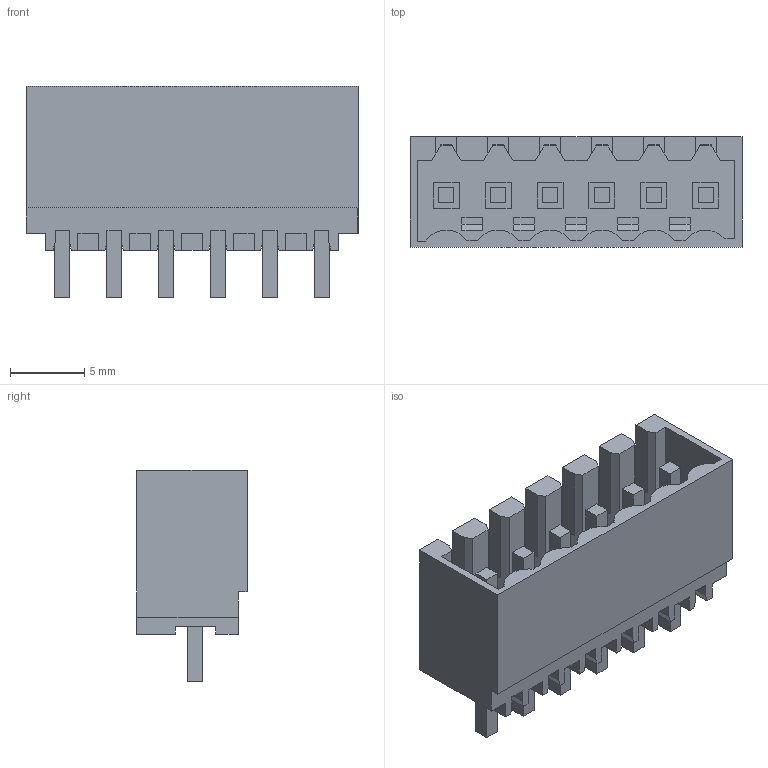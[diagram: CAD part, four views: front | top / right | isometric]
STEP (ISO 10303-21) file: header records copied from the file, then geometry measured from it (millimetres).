
FILE_DESCRIPTION(('CATIA V5 STEP Exchange','CAx-IF Rec.Pracs.--- Model Styling and Organization---1.2---2011-12-15'),'2;1');
FILE_NAME ('D1449825_0_1212350000_1212350000.stp','2018-03-13T07:16:56+00:00',('none'),('Weidmueller'),'CATIA Version 5-6 Release 2014','CATIA V5 STEP AP214','none');
FILE_SCHEMA(('AUTOMOTIVE_DESIGN { 1 0 10303 214 1 1 1 1 }'));
Length unit declared in the file: millimetre
Products named in the file (1): 1212350000
Bounding box: 22.4 x 7.45 x 14.25 mm (x, y, z)
Volume: 751.1 mm3; surface area: 2135.5 mm2
Topology: 7 solids, 7 shells, 360 faces, 1051 edges, 716 vertices
Faces by surface type: plane 354, cylinder 6
Entity records: 11454 total; most frequent: ORIENTED_EDGE 2102, CARTESIAN_POINT 2000, DIRECTION 1515, EDGE_CURVE 1051, VECTOR 1039, LINE 1039, VERTEX_POINT 716, EDGE_LOOP 383
